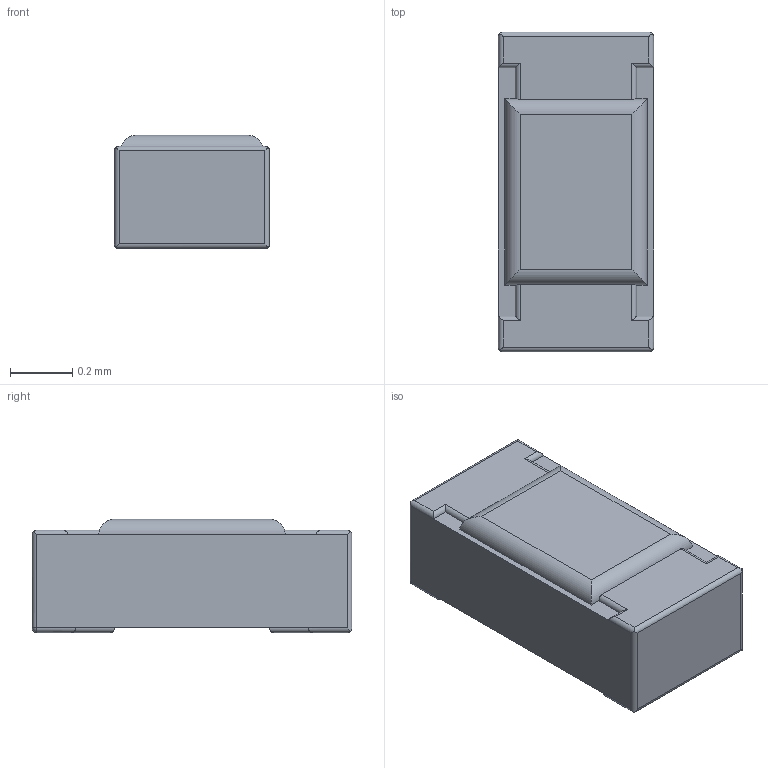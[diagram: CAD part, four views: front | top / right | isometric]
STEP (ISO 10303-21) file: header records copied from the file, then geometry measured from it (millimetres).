
FILE_DESCRIPTION(('STEP AP214'),'1');
FILE_NAME('RN73外形図.stp','2017-02-08T00:35:41',(' '),(' '),'Spatial InterOp 3D',' ',' ');
FILE_SCHEMA(('automotive_design'));
Length unit declared in the file: millimetre
Products named in the file (5): RN73外形図; Component1; Component2; Component3; Component4
Assembly tree (4 placements, depth 2):
  RN73外形図
    Component1
    Component2
    Component3
    Component4
Bounding box: 0.5 x 1.03 x 0.36 mm (x, y, z)
Volume: 0.2 mm3; surface area: 4.1 mm2
Topology: 4 solids, 4 shells, 70 faces, 174 edges, 110 vertices
Faces by surface type: cylinder 46, plane 22, sphere 2
Entity records: 2811 total; most frequent: CARTESIAN_POINT 417, DIRECTION 374, ORIENTED_EDGE 344, EDGE_CURVE 172, AXIS2_PLACEMENT_3D 131, LINE 112, VECTOR 112, VERTEX_POINT 110
